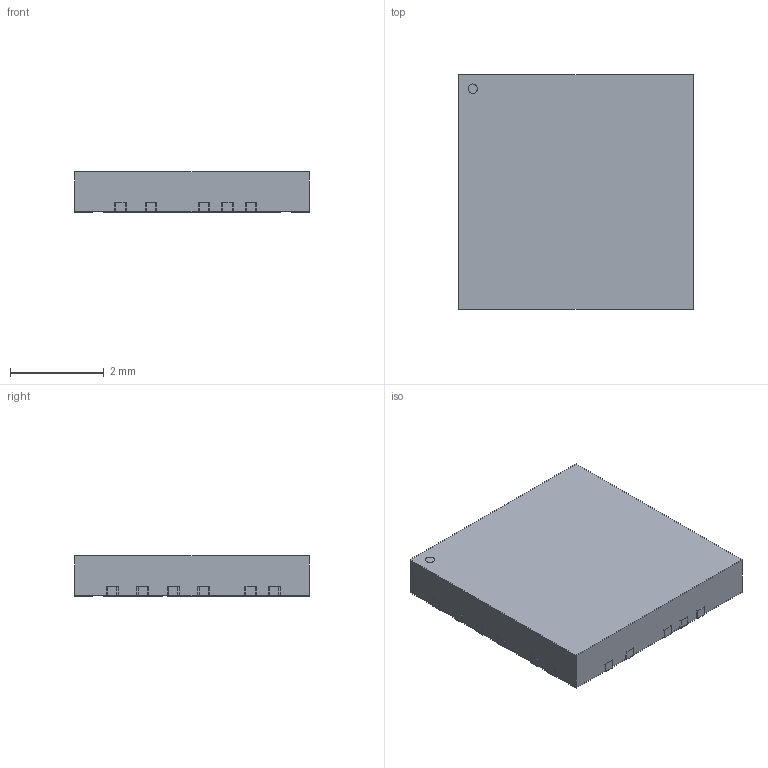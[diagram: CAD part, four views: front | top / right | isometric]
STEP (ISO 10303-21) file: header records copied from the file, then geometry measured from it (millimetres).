
FILE_DESCRIPTION(('FreeCAD Model'),'2;1');
FILE_NAME('Open CASCADE Shape Model','2021-06-09T18:47:40',( 'kicad StepUp'),('ksu MCAD'),'Open CASCADE STEP processor 7.5', 'FreeCAD','Unknown');
FILE_SCHEMA(('AUTOMOTIVE_DESIGN { 1 0 10303 214 1 1 1 1 }'));
Length unit declared in the file: millimetre
Products named in the file (1): Vishay_PowerPAK_MLP55_27L_cp
Bounding box: 5.02 x 5.02 x 0.86 mm (x, y, z)
Surface area: 104 mm2
Topology: 4 solids, 4 shells, 340 faces, 981 edges, 654 vertices
Faces by surface type: plane 253, cylinder 87
Full cylindrical faces by diameter (mm): 0.2 x2
Entity records: 13617 total; most frequent: CARTESIAN_POINT 1976, ORIENTED_EDGE 1962, DIRECTION 1925, EDGE_CURVE 981, LINE 719, VECTOR 719, VERTEX_POINT 654, AXIS2_PLACEMENT_3D 603
